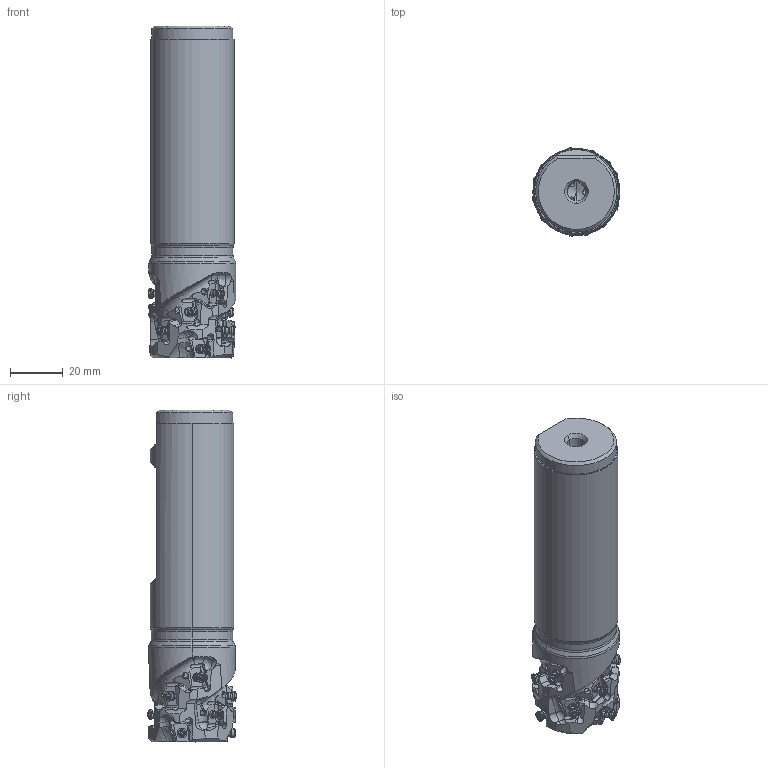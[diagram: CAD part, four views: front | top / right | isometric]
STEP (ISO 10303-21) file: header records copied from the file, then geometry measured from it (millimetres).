
FILE_DESCRIPTION(/* description */ (''),/* implementation_level */ '2;1');
FILE_NAME(/* name */ 'VPX200UR223FA20S1112.stp',/* time_stamp */ '2021-06-22T11:12:50+09:00',/* author */ (''),/* organization */ (''),/* preprocessor_version */ 'ST-DEVELOPER v16',/* originating_system */ 'SIEMENS PLM Software NX 10.0',/* authorisation */ '');
FILE_SCHEMA (('AUTOMOTIVE_DESIGN { 1 0 10303 214 3 1 1 1 }'));
Products named in the file (1): VPX200UR223FA20S1112_ASM
Bounding box: 33.24 x 33.59 x 125.8 mm (x, y, z)
Volume: 88188.8 mm3; surface area: 20255.1 mm2
Topology: 13 solids, 13 shells, 1276 faces, 3567 edges, 2273 vertices
Faces by surface type: cylinder 575, plane 310, cone 180, torus 85, sphere 81, bspline 24, extrusion 21
Entity records: 53483 total; most frequent: CARTESIAN_POINT 21465, ORIENTED_EDGE 6934, DIRECTION 6413, EDGE_CURVE 3467, AXIS2_PLACEMENT_3D 2611, VERTEX_POINT 2258, EDGE_LOOP 1341, ADVANCED_FACE 1276
